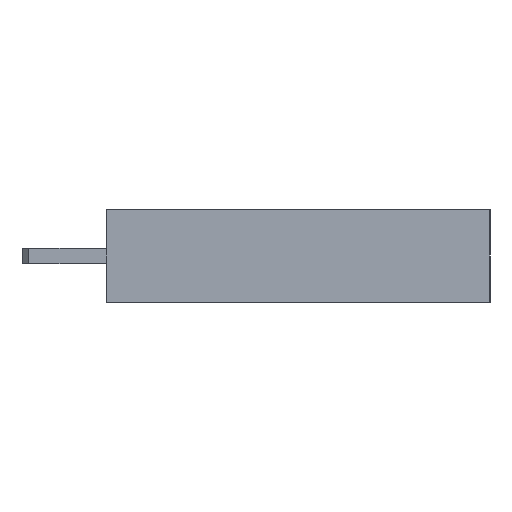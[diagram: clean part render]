
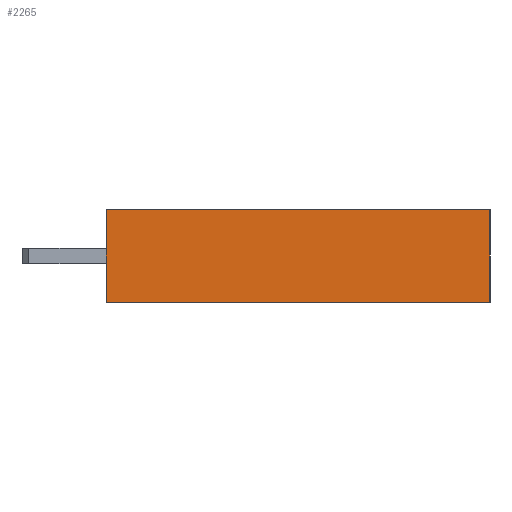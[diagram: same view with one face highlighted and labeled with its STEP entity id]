
A CAD part, left-side view. The second image highlights one B-rep face of the part: STEP entity #2265.
In plain terms, the highlighted planar face has unit normal (-1, 0, 0).
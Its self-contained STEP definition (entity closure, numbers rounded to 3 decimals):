
#210 = LINE ( 'NONE', #415, #1185 ) ;
#415 = CARTESIAN_POINT ( 'NONE',  ( -1.27, 5., 1.2 ) ) ;
#503 = LINE ( 'NONE', #4489, #3130 ) ;
#697 = LINE ( 'NONE', #2685, #2605 ) ;
#952 = CARTESIAN_POINT ( 'NONE',  ( -1.27, 5., -1.2 ) ) ;
#1023 = VECTOR ( 'NONE', #2969, 1000. ) ;
#1185 = VECTOR ( 'NONE', #1951, 1000. ) ;
#1706 = ORIENTED_EDGE ( 'NONE', *, *, #2479, .F. ) ;
#1951 = DIRECTION ( 'NONE',  ( 0., -1., 0. ) ) ;
#2094 = CARTESIAN_POINT ( 'NONE',  ( -1.27, 5., 1.2 ) ) ;
#2265 = ADVANCED_FACE ( 'NONE', ( #3617 ), #3456, .F. ) ;
#2479 = EDGE_CURVE ( 'NONE', #3783, #3632, #210, .T. ) ;
#2502 = EDGE_CURVE ( 'NONE', #3916, #3304, #697, .T. ) ;
#2605 = VECTOR ( 'NONE', #4183, 1000. ) ;
#2630 = CARTESIAN_POINT ( 'NONE',  ( -1.27, 5., 1.2 ) ) ;
#2685 = CARTESIAN_POINT ( 'NONE',  ( -1.27, 5., -1.2 ) ) ;
#2698 = DIRECTION ( 'NONE',  ( 0., 1., 0. ) ) ;
#2705 = EDGE_LOOP ( 'NONE', ( #3223, #4751, #1706, #2811 ) ) ;
#2811 = ORIENTED_EDGE ( 'NONE', *, *, #4980, .T. ) ;
#2969 = DIRECTION ( 'NONE',  ( 0., 0., -1. ) ) ;
#2979 = LINE ( 'NONE', #2630, #1023 ) ;
#3130 = VECTOR ( 'NONE', #4501, 1000. ) ;
#3223 = ORIENTED_EDGE ( 'NONE', *, *, #2502, .T. ) ;
#3304 = VERTEX_POINT ( 'NONE', #3719 ) ;
#3456 = PLANE ( 'NONE',  #3985 ) ;
#3487 = DIRECTION ( 'NONE',  ( 1., 0., 0. ) ) ;
#3617 = FACE_OUTER_BOUND ( 'NONE', #2705, .T. ) ;
#3632 = VERTEX_POINT ( 'NONE', #4579 ) ;
#3719 = CARTESIAN_POINT ( 'NONE',  ( -1.27, -5., -1.2 ) ) ;
#3783 = VERTEX_POINT ( 'NONE', #2094 ) ;
#3916 = VERTEX_POINT ( 'NONE', #952 ) ;
#3985 = AXIS2_PLACEMENT_3D ( 'NONE', #4219, #3487, #2698 ) ;
#3994 = EDGE_CURVE ( 'NONE', #3632, #3304, #503, .T. ) ;
#4183 = DIRECTION ( 'NONE',  ( 0., -1., 0. ) ) ;
#4219 = CARTESIAN_POINT ( 'NONE',  ( -1.27, 5., 1.2 ) ) ;
#4489 = CARTESIAN_POINT ( 'NONE',  ( -1.27, -5., 1.2 ) ) ;
#4501 = DIRECTION ( 'NONE',  ( 0., 0., -1. ) ) ;
#4579 = CARTESIAN_POINT ( 'NONE',  ( -1.27, -5., 1.2 ) ) ;
#4751 = ORIENTED_EDGE ( 'NONE', *, *, #3994, .F. ) ;
#4980 = EDGE_CURVE ( 'NONE', #3783, #3916, #2979, .T. ) ;
